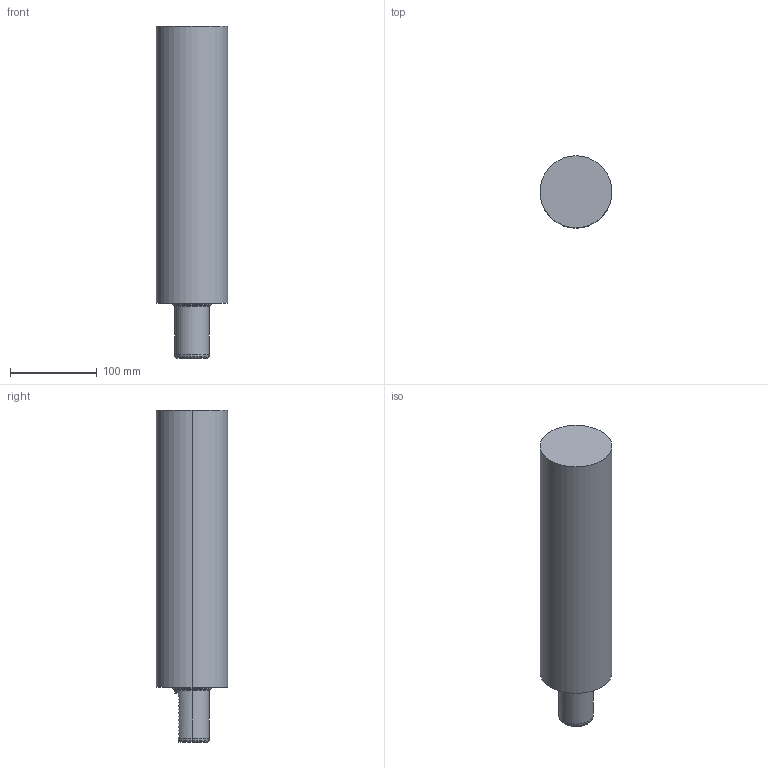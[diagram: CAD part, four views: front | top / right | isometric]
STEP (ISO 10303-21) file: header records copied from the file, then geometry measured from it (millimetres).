
FILE_DESCRIPTION (( 'STEP AP203' ), '1' );
FILE_NAME ('STEP.STEP', '2020-05-13T04:39:05', ( '' ), ( '' ), 'SwSTEP 2.0', 'SolidWorks 2017', '' );
FILE_SCHEMA (( 'CONFIG_CONTROL_DESIGN' ));
Length unit declared in the file: millimetre
Products named in the file (1): STEP
Bounding box: 83 x 83 x 383 mm (x, y, z)
Volume: 1804511.2 mm3; surface area: 104098.6 mm2
Topology: 2 solids, 3 shells, 103 faces, 263 edges, 164 vertices
Faces by surface type: plane 46, cylinder 24, cone 17, bspline 16
Entity records: 3705 total; most frequent: CARTESIAN_POINT 1401, ORIENTED_EDGE 518, DIRECTION 412, EDGE_CURVE 259, VERTEX_POINT 164, AXIS2_PLACEMENT_3D 153, EDGE_LOOP 107, LINE 106
